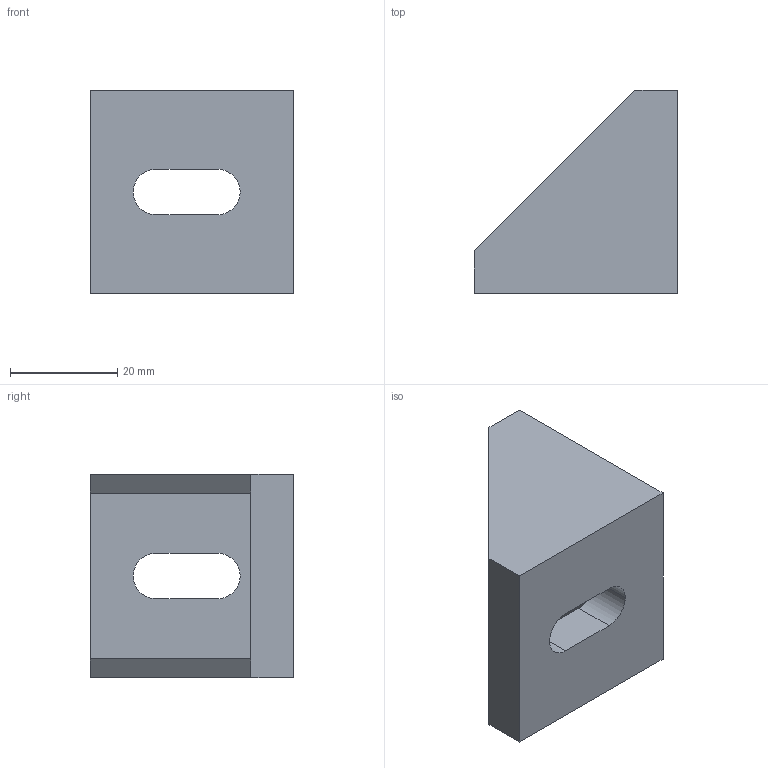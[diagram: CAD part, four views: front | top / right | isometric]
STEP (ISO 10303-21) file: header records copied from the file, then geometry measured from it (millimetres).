
FILE_DESCRIPTION(('STEP AP203'),'2;1');
FILE_NAME('30.018.00.stp','2011-03-21T16:19:05',(''),(''),'2009.3.110','THINKDESIGN','');
FILE_SCHEMA(('CONFIG_CONTROL_DESIGN'));
Length unit declared in the file: millimetre
Bounding box: 38 x 38 x 38 mm (x, y, z)
Volume: 21350.1 mm3; surface area: 8718.3 mm2
Topology: 1 solids, 1 shells, 22 faces, 56 edges, 36 vertices
Faces by surface type: plane 16, cylinder 6
Entity records: 761 total; most frequent: CARTESIAN_POINT 114, DIRECTION 112, ORIENTED_EDGE 112, EDGE_CURVE 56, VECTOR 44, LINE 44, VERTEX_POINT 36, AXIS2_PLACEMENT_3D 34
